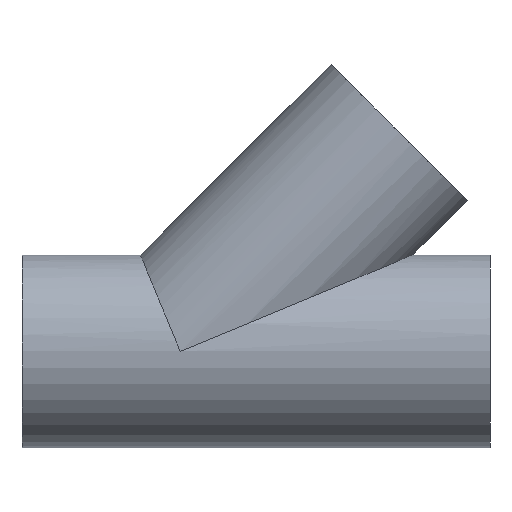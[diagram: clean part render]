
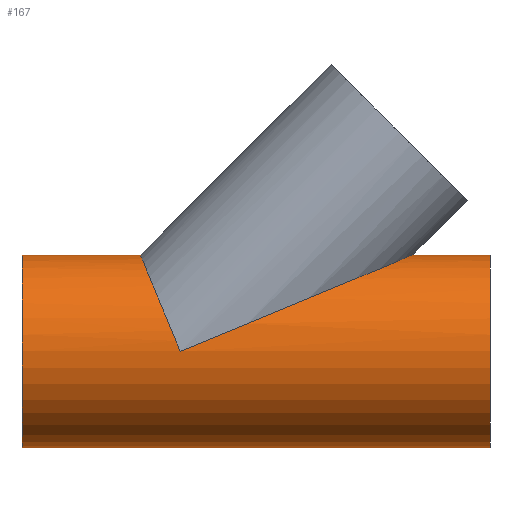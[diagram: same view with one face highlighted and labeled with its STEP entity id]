
A CAD part, front view. The second image highlights one B-rep face of the part: STEP entity #167.
In plain terms, the highlighted cylindrical face has radius 14 mm (diameter 28 mm), a full revolution.
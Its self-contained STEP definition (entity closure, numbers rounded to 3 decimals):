
#27=FACE_BOUND($,#62,.T.);
#28=FACE_BOUND($,#63,.T.);
#29=FACE_BOUND($,#64,.T.);
#41=ELLIPSE($,#192,36.584,14.);
#42=ELLIPSE($,#193,15.153,14.);
#62=EDGE_LOOP($,(#136,#137));
#63=EDGE_LOOP($,(#138));
#64=EDGE_LOOP($,(#139));
#84=CIRCLE($,#190,14.);
#85=CIRCLE($,#194,14.);
#98=VERTEX_POINT($,#287);
#99=VERTEX_POINT($,#290);
#100=VERTEX_POINT($,#291);
#101=VERTEX_POINT($,#294);
#114=EDGE_CURVE($,#98,#98,#84,.T.);
#115=EDGE_CURVE($,#99,#100,#41,.T.);
#116=EDGE_CURVE($,#100,#99,#42,.T.);
#117=EDGE_CURVE($,#101,#101,#85,.T.);
#136=ORIENTED_EDGE($,*,*,#115,.F.);
#137=ORIENTED_EDGE($,*,*,#116,.F.);
#138=ORIENTED_EDGE($,*,*,#117,.T.);
#139=ORIENTED_EDGE($,*,*,#114,.F.);
#158=CYLINDRICAL_SURFACE($,#191,14.);
#167=ADVANCED_FACE($,(#27,#28,#29),#158,.T.);
#190=AXIS2_PLACEMENT_3D($,#288,#233,#234);
#191=AXIS2_PLACEMENT_3D($,#289,#235,#236);
#192=AXIS2_PLACEMENT_3D($,#292,#237,#238);
#193=AXIS2_PLACEMENT_3D($,#293,#239,#240);
#194=AXIS2_PLACEMENT_3D($,#295,#241,#242);
#233=DIRECTION('center_axis',(-1.,0.,0.));
#234=DIRECTION('ref_axis',(0.,-1.,0.));
#235=DIRECTION('center_axis',(1.,0.,0.));
#236=DIRECTION('ref_axis',(0.,-1.,0.));
#237=DIRECTION('center_axis',(-0.383,0.,0.924));
#238=DIRECTION('ref_axis',(-0.924,0.,-0.383));
#239=DIRECTION('center_axis',(0.924,0.,0.383));
#240=DIRECTION('ref_axis',(0.383,0.,-0.924));
#241=DIRECTION('center_axis',(-1.,0.,0.));
#242=DIRECTION('ref_axis',(0.,-1.,0.));
#287=CARTESIAN_POINT('',(-36.369,14.,0.));
#288=CARTESIAN_POINT('Origin',(-36.369,0.,0.));
#289=CARTESIAN_POINT('Origin',(-36.369,0.,0.));
#290=CARTESIAN_POINT('',(-13.369,-14.,0.));
#291=CARTESIAN_POINT('',(-13.369,14.,0.));
#292=CARTESIAN_POINT('Origin',(-13.369,0.,0.));
#293=CARTESIAN_POINT('Origin',(-13.369,0.,0.));
#294=CARTESIAN_POINT('',(31.631,14.,0.));
#295=CARTESIAN_POINT('Origin',(31.631,0.,0.));
